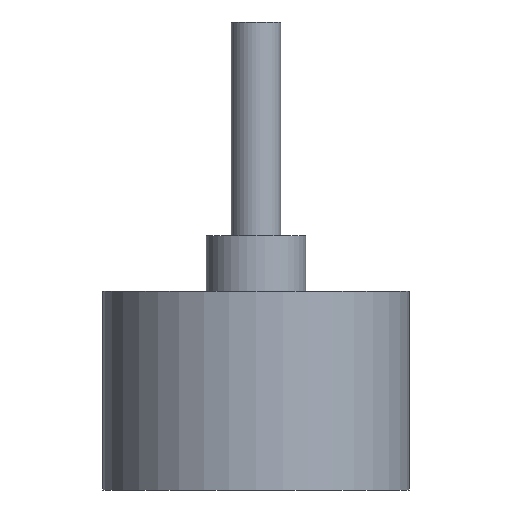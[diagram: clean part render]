
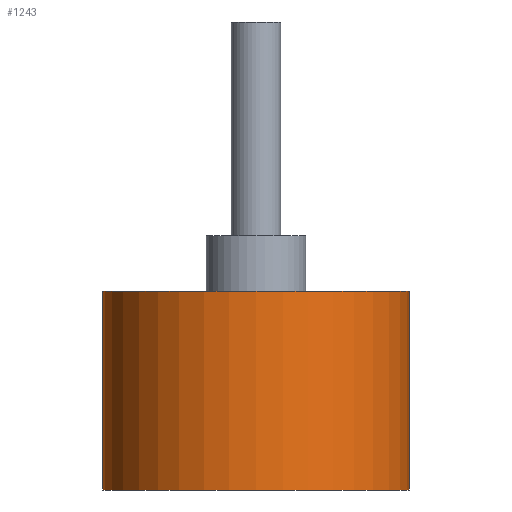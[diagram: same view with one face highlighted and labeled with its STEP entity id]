
A CAD part, front view. The second image highlights one B-rep face of the part: STEP entity #1243.
In plain terms, the highlighted cylindrical face has radius 18.5 mm (diameter 37 mm), a partial arc.
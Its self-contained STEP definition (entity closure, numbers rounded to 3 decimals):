
#26 = DIRECTION ( 'NONE',  ( 0., 0., -1. ) ) ;
#55 = VERTEX_POINT ( 'NONE', #902 ) ;
#56 = DIRECTION ( 'NONE',  ( 0., 0., -1. ) ) ;
#61 = CIRCLE ( 'NONE', #203, 18.5 ) ;
#165 = VERTEX_POINT ( 'NONE', #588 ) ;
#203 = AXIS2_PLACEMENT_3D ( 'NONE', #1554, #974, #1084 ) ;
#211 = EDGE_CURVE ( 'NONE', #675, #55, #501, .T. ) ;
#276 = CARTESIAN_POINT ( 'NONE',  ( 18.5, 0., 24. ) ) ;
#304 = VERTEX_POINT ( 'NONE', #1083 ) ;
#501 = LINE ( 'NONE', #1428, #1439 ) ;
#524 = ORIENTED_EDGE ( 'NONE', *, *, #1268, .T. ) ;
#554 = AXIS2_PLACEMENT_3D ( 'NONE', #1466, #607, #616 ) ;
#588 = CARTESIAN_POINT ( 'NONE',  ( 18.5, 0., 0. ) ) ;
#607 = DIRECTION ( 'NONE',  ( 0., 0., 1. ) ) ;
#610 = EDGE_CURVE ( 'NONE', #675, #304, #750, .T. ) ;
#616 = DIRECTION ( 'NONE',  ( 1., 0., 0. ) ) ;
#675 = VERTEX_POINT ( 'NONE', #968 ) ;
#704 = DIRECTION ( 'NONE',  ( 0., 0., -1. ) ) ;
#750 = CIRCLE ( 'NONE', #554, 18.5 ) ;
#834 = ORIENTED_EDGE ( 'NONE', *, *, #211, .T. ) ;
#840 = FACE_OUTER_BOUND ( 'NONE', #1058, .T. ) ;
#902 = CARTESIAN_POINT ( 'NONE',  ( -18.5, 0., 0. ) ) ;
#968 = CARTESIAN_POINT ( 'NONE',  ( -18.5, 0., 24. ) ) ;
#974 = DIRECTION ( 'NONE',  ( 0., 0., 1. ) ) ;
#1058 = EDGE_LOOP ( 'NONE', ( #1140, #1093, #834, #524 ) ) ;
#1083 = CARTESIAN_POINT ( 'NONE',  ( 18.5, 0., 24. ) ) ;
#1084 = DIRECTION ( 'NONE',  ( 1., 0., 0. ) ) ;
#1093 = ORIENTED_EDGE ( 'NONE', *, *, #610, .F. ) ;
#1140 = ORIENTED_EDGE ( 'NONE', *, *, #1159, .F. ) ;
#1146 = LINE ( 'NONE', #276, #1430 ) ;
#1159 = EDGE_CURVE ( 'NONE', #304, #165, #1146, .T. ) ;
#1194 = DIRECTION ( 'NONE',  ( -1., 0., 0. ) ) ;
#1204 = CARTESIAN_POINT ( 'NONE',  ( 0., 0., 24. ) ) ;
#1243 = ADVANCED_FACE ( 'NONE', ( #840 ), #1334, .T. ) ;
#1257 = AXIS2_PLACEMENT_3D ( 'NONE', #1204, #56, #1194 ) ;
#1268 = EDGE_CURVE ( 'NONE', #55, #165, #61, .T. ) ;
#1334 = CYLINDRICAL_SURFACE ( 'NONE', #1257, 18.5 ) ;
#1428 = CARTESIAN_POINT ( 'NONE',  ( -18.5, 0., 24. ) ) ;
#1430 = VECTOR ( 'NONE', #26, 1000. ) ;
#1439 = VECTOR ( 'NONE', #704, 1000. ) ;
#1466 = CARTESIAN_POINT ( 'NONE',  ( 0., 0., 24. ) ) ;
#1554 = CARTESIAN_POINT ( 'NONE',  ( 0., 0., 0. ) ) ;
